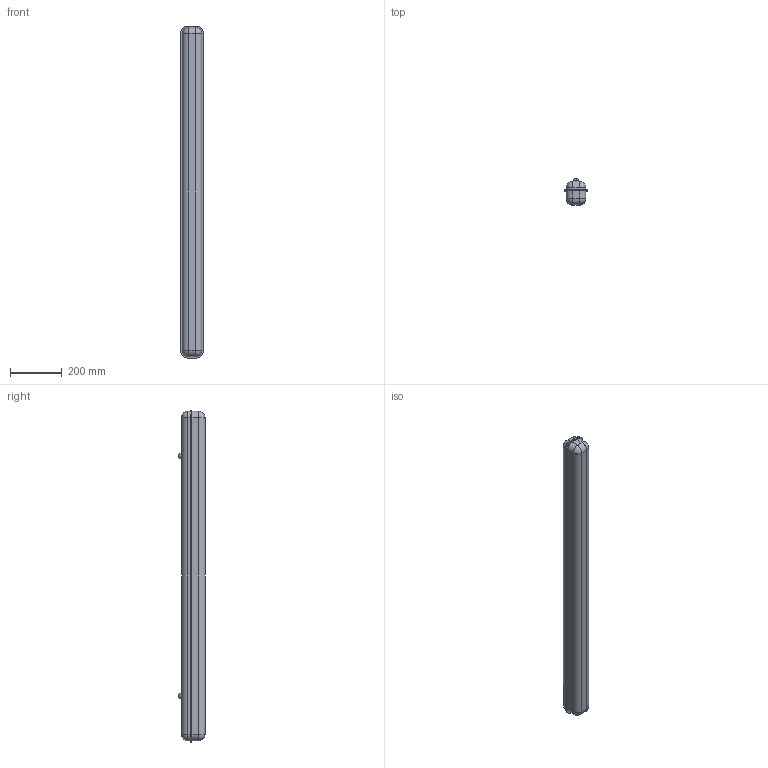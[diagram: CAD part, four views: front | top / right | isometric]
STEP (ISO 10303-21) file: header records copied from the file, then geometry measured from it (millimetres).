
FILE_DESCRIPTION (( 'STEP AP214' ), '1' );
FILE_NAME ('NORTH 1200 TH.STEP', '2018-07-20T09:58:49', ( '' ), ( '' ), 'SwSTEP 2.0', 'SolidWorks 2013', '' );
FILE_SCHEMA (( 'AUTOMOTIVE_DESIGN' ));
Length unit declared in the file: millimetre
Products named in the file (3): 222; 111; NORTH 1200 TH
Assembly tree (2 placements, depth 2):
  NORTH 1200 TH
    111
    222
Bounding box: 86 x 101.29 x 1286 mm (x, y, z)
Volume: 797370.9 mm3; surface area: 799764.5 mm2
Topology: 3 solids, 3 shells, 102 faces, 240 edges, 132 vertices
Faces by surface type: cylinder 48, plane 34, sphere 16, bspline 2, torus 2
Entity records: 4389 total; most frequent: CARTESIAN_POINT 851, DIRECTION 530, ORIENTED_EDGE 448, EDGE_CURVE 224, AXIS2_PLACEMENT_3D 205, VERTEX_POINT 132, VECTOR 120, LINE 120
